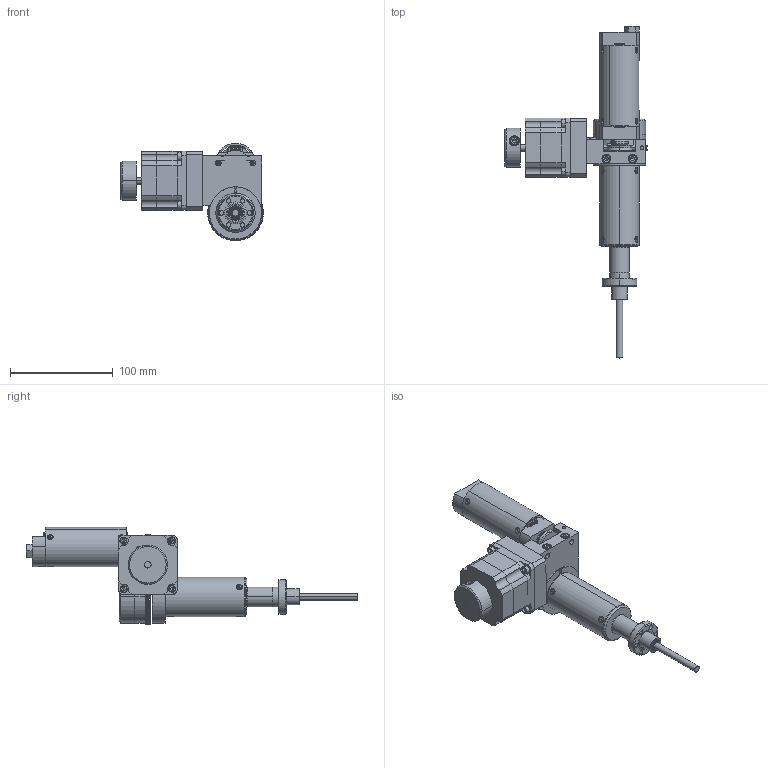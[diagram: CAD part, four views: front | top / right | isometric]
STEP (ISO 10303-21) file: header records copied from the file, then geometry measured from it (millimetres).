
FILE_DESCRIPTION (( 'STEP AP214' ), '1' );
FILE_NAME ('FRM-133-25_MS-W_RLSC.STEP', '2019-01-31T21:58:14', ( '' ), ( '' ), 'SwSTEP 2.0', 'SolidWorks 2010', '' );
FILE_SCHEMA (( 'AUTOMOTIVE_DESIGN' ));
Length unit declared in the file: inch
Products named in the file (1): FRM-133-25_MS-W_RLSC
Bounding box: 138.49 x 322.38 x 94.58 mm (x, y, z)
Surface area: 115474.9 mm2 (no closed solid volume)
Topology: 0 solids, 88 shells, 1063 faces, 3959 edges, 2846 vertices
Faces by surface type: plane 427, cylinder 414, torus 140, cone 82
Entity records: 60123 total; most frequent: CARTESIAN_POINT 12822, DIRECTION 7243, ORIENTED_EDGE 6100, EDGE_CURVE 3945, VERTEX_POINT 2846, AXIS2_PLACEMENT_3D 2656, LINE 1931, VECTOR 1931
